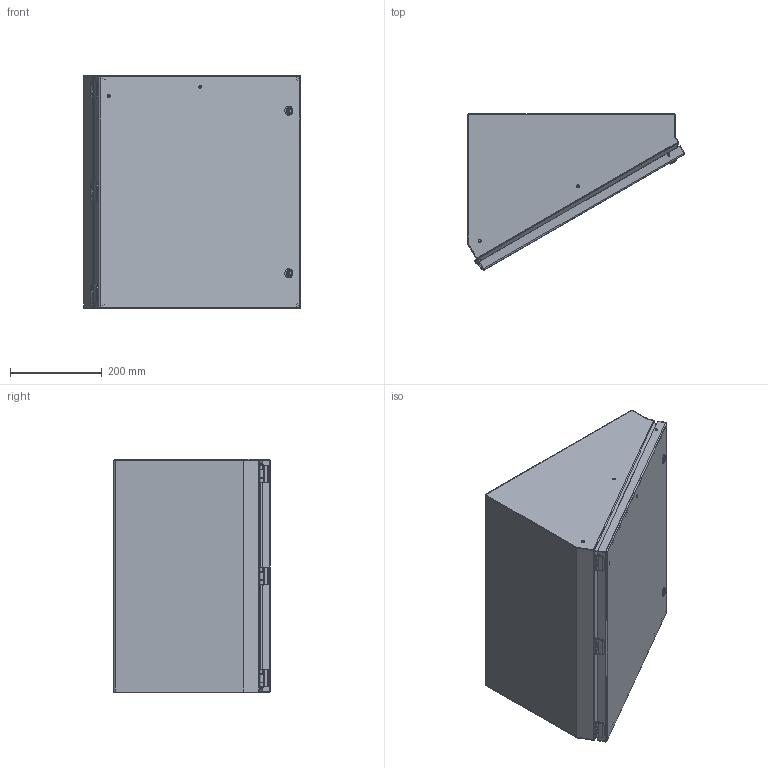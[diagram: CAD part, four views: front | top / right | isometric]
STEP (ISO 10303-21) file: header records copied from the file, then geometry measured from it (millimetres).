
FILE_DESCRIPTION (( 'STEP AP214' ), '1' );
FILE_NAME ('SCE-20C20ELJ.STEP', '2021-01-04T21:38:13', ( '' ), ( '' ), 'SwSTEP 2.0', 'SolidWorks 2019', '' );
FILE_SCHEMA (( 'AUTOMOTIVE_DESIGN' ));
Length unit declared in the file: inch
Products named in the file (1): SCE-20C20ELJ
Bounding box: 472.28 x 339.85 x 508.1 mm (x, y, z)
Volume: 1924763 mm3; surface area: 2380399.7 mm2
Topology: 39 solids, 42 shells, 1412 faces, 3283 edges, 1984 vertices
Faces by surface type: cylinder 573, plane 555, torus 126, bspline 93, cone 41, sphere 24
Full cylindrical faces by diameter (mm): 5.08 x2, 7.874 x2, 8.89 x2, 11.684 x2
Entity records: 74639 total; most frequent: CARTESIAN_POINT 32579, DIRECTION 6789, ORIENTED_EDGE 6502, EDGE_CURVE 3251, AXIS2_PLACEMENT_3D 2555, VERTEX_POINT 1978, LINE 1679, VECTOR 1679
